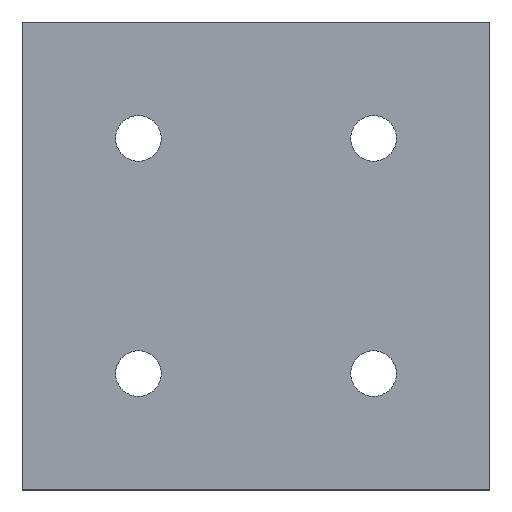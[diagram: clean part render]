
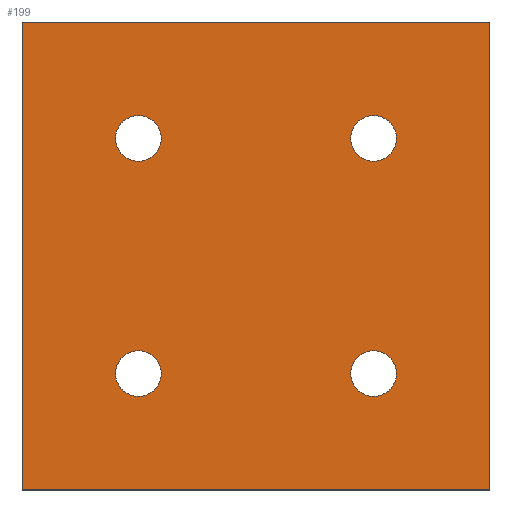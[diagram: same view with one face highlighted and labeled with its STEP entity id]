
A CAD part, top view. The second image highlights one B-rep face of the part: STEP entity #199.
In plain terms, the highlighted planar face has unit normal (0, 0, 1).
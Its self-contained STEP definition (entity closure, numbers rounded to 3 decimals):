
#14=FACE_BOUND('',#50,.T.);
#15=FACE_BOUND('',#51,.T.);
#16=FACE_BOUND('',#52,.T.);
#17=FACE_BOUND('',#53,.T.);
#29=PLANE('',#237);
#39=FACE_OUTER_BOUND('',#49,.T.);
#49=EDGE_LOOP('',(#171,#172,#173,#174));
#50=EDGE_LOOP('',(#175));
#51=EDGE_LOOP('',(#176));
#52=EDGE_LOOP('',(#177));
#53=EDGE_LOOP('',(#178));
#65=LINE('',#325,#81);
#68=LINE('',#331,#84);
#71=LINE('',#337,#87);
#74=LINE('',#341,#90);
#81=VECTOR('',#273,10.);
#84=VECTOR('',#278,10.);
#87=VECTOR('',#283,10.);
#90=VECTOR('',#288,10.);
#91=CIRCLE('',#222,1.465);
#93=CIRCLE('',#225,1.465);
#95=CIRCLE('',#228,1.465);
#97=CIRCLE('',#231,1.465);
#99=VERTEX_POINT('',#295);
#101=VERTEX_POINT('',#301);
#103=VERTEX_POINT('',#307);
#105=VERTEX_POINT('',#313);
#109=VERTEX_POINT('',#322);
#110=VERTEX_POINT('',#324);
#112=VERTEX_POINT('',#330);
#114=VERTEX_POINT('',#336);
#115=EDGE_CURVE('',#99,#99,#91,.T.);
#118=EDGE_CURVE('',#101,#101,#93,.T.);
#121=EDGE_CURVE('',#103,#103,#95,.T.);
#124=EDGE_CURVE('',#105,#105,#97,.T.);
#129=EDGE_CURVE('',#110,#109,#65,.T.);
#132=EDGE_CURVE('',#112,#110,#68,.T.);
#135=EDGE_CURVE('',#114,#112,#71,.T.);
#138=EDGE_CURVE('',#109,#114,#74,.T.);
#171=ORIENTED_EDGE('',*,*,#138,.T.);
#172=ORIENTED_EDGE('',*,*,#135,.T.);
#173=ORIENTED_EDGE('',*,*,#132,.T.);
#174=ORIENTED_EDGE('',*,*,#129,.T.);
#175=ORIENTED_EDGE('',*,*,#115,.T.);
#176=ORIENTED_EDGE('',*,*,#118,.T.);
#177=ORIENTED_EDGE('',*,*,#121,.T.);
#178=ORIENTED_EDGE('',*,*,#124,.T.);
#199=ADVANCED_FACE('',(#39,#14,#15,#16,#17),#29,.T.);
#222=AXIS2_PLACEMENT_3D('',#296,#243,#244);
#225=AXIS2_PLACEMENT_3D('',#302,#250,#251);
#228=AXIS2_PLACEMENT_3D('',#308,#257,#258);
#231=AXIS2_PLACEMENT_3D('',#314,#264,#265);
#237=AXIS2_PLACEMENT_3D('',#342,#289,#290);
#243=DIRECTION('center_axis',(0.,0.,-1.));
#244=DIRECTION('ref_axis',(1.,0.,0.));
#250=DIRECTION('center_axis',(0.,0.,-1.));
#251=DIRECTION('ref_axis',(1.,0.,0.));
#257=DIRECTION('center_axis',(0.,0.,-1.));
#258=DIRECTION('ref_axis',(1.,0.,0.));
#264=DIRECTION('center_axis',(0.,0.,-1.));
#265=DIRECTION('ref_axis',(1.,0.,0.));
#273=DIRECTION('',(0.,-1.,0.));
#278=DIRECTION('',(-1.,0.,0.));
#283=DIRECTION('',(0.,1.,0.));
#288=DIRECTION('',(1.,0.,0.));
#289=DIRECTION('center_axis',(0.,0.,1.));
#290=DIRECTION('ref_axis',(1.,0.,0.));
#295=CARTESIAN_POINT('',(6.07,-7.535,1.));
#296=CARTESIAN_POINT('Origin',(7.535,-7.535,1.));
#301=CARTESIAN_POINT('',(-9.,7.535,1.));
#302=CARTESIAN_POINT('Origin',(-7.535,7.535,1.));
#307=CARTESIAN_POINT('',(6.07,7.535,1.));
#308=CARTESIAN_POINT('Origin',(7.535,7.535,1.));
#313=CARTESIAN_POINT('',(-9.,-7.535,1.));
#314=CARTESIAN_POINT('Origin',(-7.535,-7.535,1.));
#322=CARTESIAN_POINT('',(-15.,-15.,1.));
#324=CARTESIAN_POINT('',(-15.,15.,1.));
#325=CARTESIAN_POINT('',(-15.,15.,1.));
#330=CARTESIAN_POINT('',(15.,15.,1.));
#331=CARTESIAN_POINT('',(15.,15.,1.));
#336=CARTESIAN_POINT('',(15.,-15.,1.));
#337=CARTESIAN_POINT('',(15.,-15.,1.));
#341=CARTESIAN_POINT('',(-15.,-15.,1.));
#342=CARTESIAN_POINT('Origin',(0.,0.,
1.));
